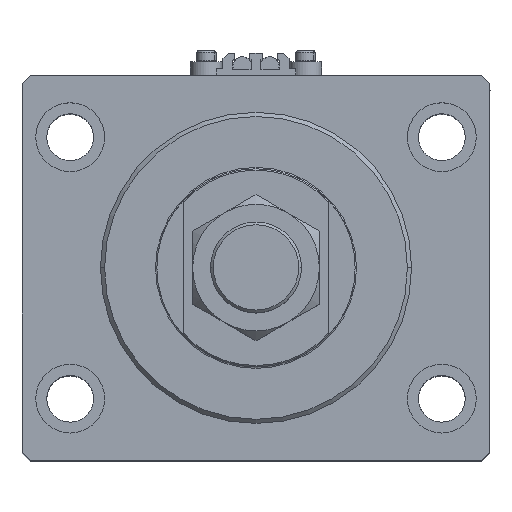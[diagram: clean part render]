
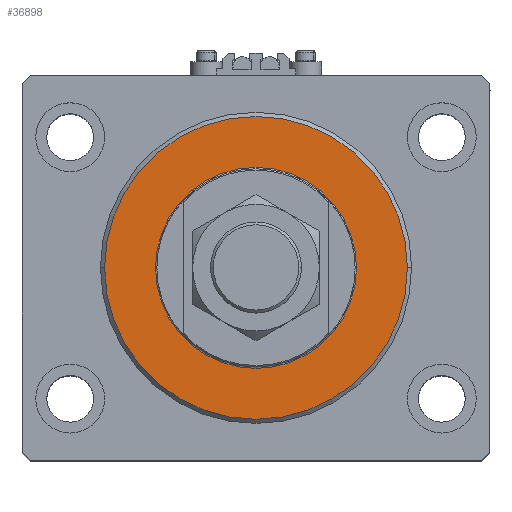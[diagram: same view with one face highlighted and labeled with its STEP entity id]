
A CAD part, top view. The second image highlights one B-rep face of the part: STEP entity #36898.
In plain terms, the highlighted face is planar.
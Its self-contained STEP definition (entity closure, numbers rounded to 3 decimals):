
#1123 = CARTESIAN_POINT ( 'NONE',  ( 0., 0., 0. ) ) ;
#1737 = CARTESIAN_POINT ( 'NONE',  ( -36.5, 0., 0. ) ) ;
#3476 = EDGE_CURVE ( 'NONE', #31022, #41528, #39981, .T. ) ;
#7995 = DIRECTION ( 'NONE',  ( 1., 0., 0. ) ) ;
#8042 = EDGE_CURVE ( 'NONE', #41528, #31022, #48210, .T. ) ;
#10919 = DIRECTION ( 'NONE',  ( 1., 0., 0. ) ) ;
#11430 = AXIS2_PLACEMENT_3D ( 'NONE', #1123, #12946, #43636 ) ;
#12282 = CARTESIAN_POINT ( 'NONE',  ( 55., 0., 0. ) ) ;
#12946 = DIRECTION ( 'NONE',  ( 0., 0., 1. ) ) ;
#15527 = PLANE ( 'NONE',  #20343 ) ;
#15674 = CIRCLE ( 'NONE', #40231, 36.5 ) ;
#16284 = EDGE_CURVE ( 'NONE', #32044, #28800, #15674, .T. ) ;
#17580 = DIRECTION ( 'NONE',  ( 1., 0., 0. ) ) ;
#17797 = AXIS2_PLACEMENT_3D ( 'NONE', #43274, #31920, #7995 ) ;
#18647 = FACE_OUTER_BOUND ( 'NONE', #19899, .T. ) ;
#19899 = EDGE_LOOP ( 'NONE', ( #49833, #36523 ) ) ;
#20301 = ORIENTED_EDGE ( 'NONE', *, *, #43738, .T. ) ;
#20343 = AXIS2_PLACEMENT_3D ( 'NONE', #26383, #42593, #10919 ) ;
#20917 = DIRECTION ( 'NONE',  ( 0., 0., -1. ) ) ;
#22973 = EDGE_LOOP ( 'NONE', ( #20301, #34366 ) ) ;
#24415 = DIRECTION ( 'NONE',  ( 0., 0., 1. ) ) ;
#26383 = CARTESIAN_POINT ( 'NONE',  ( 0., 0., 0. ) ) ;
#28792 = CARTESIAN_POINT ( 'NONE',  ( 0., 0., 0. ) ) ;
#28800 = VERTEX_POINT ( 'NONE', #43289 ) ;
#29228 = CARTESIAN_POINT ( 'NONE',  ( -55., 0., 0. ) ) ;
#31022 = VERTEX_POINT ( 'NONE', #12282 ) ;
#31920 = DIRECTION ( 'NONE',  ( 0., 0., -1. ) ) ;
#32044 = VERTEX_POINT ( 'NONE', #1737 ) ;
#34366 = ORIENTED_EDGE ( 'NONE', *, *, #16284, .T. ) ;
#36523 = ORIENTED_EDGE ( 'NONE', *, *, #8042, .T. ) ;
#36898 = ADVANCED_FACE ( 'NONE', ( #42093, #18647 ), #15527, .F. ) ;
#39981 = CIRCLE ( 'NONE', #17797, 55. ) ;
#40132 = DIRECTION ( 'NONE',  ( 1., 0., 0. ) ) ;
#40231 = AXIS2_PLACEMENT_3D ( 'NONE', #28792, #24415, #40132 ) ;
#41528 = VERTEX_POINT ( 'NONE', #29228 ) ;
#41886 = CIRCLE ( 'NONE', #11430, 36.5 ) ;
#42093 = FACE_BOUND ( 'NONE', #22973, .T. ) ;
#42593 = DIRECTION ( 'NONE',  ( 0., 0., 1. ) ) ;
#43274 = CARTESIAN_POINT ( 'NONE',  ( 0., 0., 0. ) ) ;
#43289 = CARTESIAN_POINT ( 'NONE',  ( 36.5, 0., 0. ) ) ;
#43293 = AXIS2_PLACEMENT_3D ( 'NONE', #45151, #20917, #17580 ) ;
#43636 = DIRECTION ( 'NONE',  ( 1., 0., 0. ) ) ;
#43738 = EDGE_CURVE ( 'NONE', #28800, #32044, #41886, .T. ) ;
#45151 = CARTESIAN_POINT ( 'NONE',  ( 0., 0., 0. ) ) ;
#48210 = CIRCLE ( 'NONE', #43293, 55. ) ;
#49833 = ORIENTED_EDGE ( 'NONE', *, *, #3476, .T. ) ;
